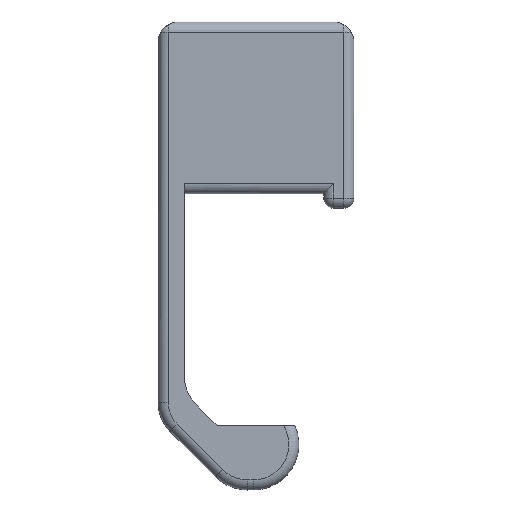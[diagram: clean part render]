
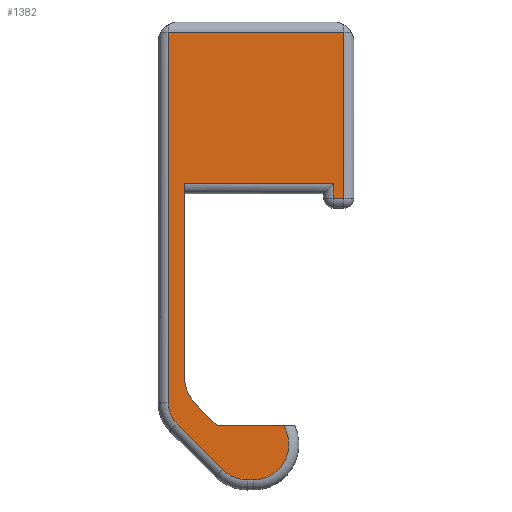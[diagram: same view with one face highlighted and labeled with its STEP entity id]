
A CAD part, front view. The second image highlights one B-rep face of the part: STEP entity #1382.
In plain terms, the highlighted planar face has unit normal (0, -1, 0).
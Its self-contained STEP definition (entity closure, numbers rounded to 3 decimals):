
#93=FACE_OUTER_BOUND('',#173,.T.);
#173=EDGE_LOOP('',(#909,#910,#911,#912,#913,#914,#915,#916,#917,#918,#919,
#920,#921,#922,#923,#924,#925));
#252=CIRCLE('',#1522,6.);
#256=CIRCLE('',#1529,7.);
#257=CIRCLE('',#1530,7.);
#258=CIRCLE('',#1531,8.);
#322=LINE('',#2181,#439);
#324=LINE('',#2190,#441);
#327=LINE('',#2205,#444);
#328=LINE('',#2207,#445);
#329=LINE('',#2211,#446);
#330=LINE('',#2215,#447);
#331=LINE('',#2217,#448);
#332=LINE('',#2221,#449);
#333=LINE('',#2223,#450);
#334=LINE('',#2225,#451);
#335=LINE('',#2227,#452);
#336=LINE('',#2229,#453);
#337=LINE('',#2230,#454);
#439=VECTOR('',#1689,1.);
#441=VECTOR('',#1701,1.);
#444=VECTOR('',#1708,1.);
#445=VECTOR('',#1709,1.);
#446=VECTOR('',#1712,1.);
#447=VECTOR('',#1715,1.);
#448=VECTOR('',#1716,1.);
#449=VECTOR('',#1719,1.);
#450=VECTOR('',#1720,1.);
#451=VECTOR('',#1721,1.);
#452=VECTOR('',#1722,1.);
#453=VECTOR('',#1723,1.);
#454=VECTOR('',#1724,1.);
#556=VERTEX_POINT('',#2112);
#560=VERTEX_POINT('',#2178);
#561=VERTEX_POINT('',#2180);
#563=VERTEX_POINT('',#2189);
#567=VERTEX_POINT('',#2204);
#568=VERTEX_POINT('',#2206);
#569=VERTEX_POINT('',#2208);
#570=VERTEX_POINT('',#2210);
#571=VERTEX_POINT('',#2212);
#572=VERTEX_POINT('',#2214);
#573=VERTEX_POINT('',#2216);
#574=VERTEX_POINT('',#2218);
#575=VERTEX_POINT('',#2220);
#576=VERTEX_POINT('',#2222);
#577=VERTEX_POINT('',#2224);
#578=VERTEX_POINT('',#2226);
#579=VERTEX_POINT('',#2228);
#690=EDGE_CURVE('',#561,#560,#322,.T.);
#691=EDGE_CURVE('',#556,#561,#252,.T.);
#695=EDGE_CURVE('',#563,#556,#324,.T.);
#700=EDGE_CURVE('',#560,#567,#327,.T.);
#701=EDGE_CURVE('',#567,#568,#328,.T.);
#702=EDGE_CURVE('',#568,#569,#256,.T.);
#703=EDGE_CURVE('',#569,#570,#329,.T.);
#704=EDGE_CURVE('',#570,#571,#257,.T.);
#705=EDGE_CURVE('',#572,#571,#330,.T.);
#706=EDGE_CURVE('',#573,#572,#331,.T.);
#707=EDGE_CURVE('',#574,#573,#258,.T.);
#708=EDGE_CURVE('',#575,#574,#332,.T.);
#709=EDGE_CURVE('',#575,#576,#333,.T.);
#710=EDGE_CURVE('',#576,#577,#334,.T.);
#711=EDGE_CURVE('',#577,#578,#335,.T.);
#712=EDGE_CURVE('',#578,#579,#336,.T.);
#713=EDGE_CURVE('',#579,#563,#337,.T.);
#909=ORIENTED_EDGE('',*,*,#691,.T.);
#910=ORIENTED_EDGE('',*,*,#690,.T.);
#911=ORIENTED_EDGE('',*,*,#700,.T.);
#912=ORIENTED_EDGE('',*,*,#701,.T.);
#913=ORIENTED_EDGE('',*,*,#702,.T.);
#914=ORIENTED_EDGE('',*,*,#703,.T.);
#915=ORIENTED_EDGE('',*,*,#704,.T.);
#916=ORIENTED_EDGE('',*,*,#705,.F.);
#917=ORIENTED_EDGE('',*,*,#706,.F.);
#918=ORIENTED_EDGE('',*,*,#707,.F.);
#919=ORIENTED_EDGE('',*,*,#708,.F.);
#920=ORIENTED_EDGE('',*,*,#709,.T.);
#921=ORIENTED_EDGE('',*,*,#710,.T.);
#922=ORIENTED_EDGE('',*,*,#711,.T.);
#923=ORIENTED_EDGE('',*,*,#712,.T.);
#924=ORIENTED_EDGE('',*,*,#713,.T.);
#925=ORIENTED_EDGE('',*,*,#695,.T.);
#1304=PLANE('',#1528);
#1382=ADVANCED_FACE('',(#93),#1304,.T.);
#1522=AXIS2_PLACEMENT_3D('',#2182,#1690,#1691);
#1528=AXIS2_PLACEMENT_3D('',#2203,#1706,#1707);
#1529=AXIS2_PLACEMENT_3D('',#2209,#1710,#1711);
#1530=AXIS2_PLACEMENT_3D('',#2213,#1713,#1714);
#1531=AXIS2_PLACEMENT_3D('',#2219,#1717,#1718);
#1689=DIRECTION('',(-0.707,0.,-0.707));
#1690=DIRECTION('center_axis',(0.,-1.,0.));
#1691=DIRECTION('ref_axis',(-0.707,0.,-0.707));
#1701=DIRECTION('',(0.,0.,-1.));
#1706=DIRECTION('center_axis',(0.,-1.,0.));
#1707=DIRECTION('ref_axis',(-1.,0.,0.));
#1708=DIRECTION('',(0.707,0.,-0.707));
#1709=DIRECTION('',(0.707,0.,0.707));
#1710=DIRECTION('center_axis',(0.,-1.,0.));
#1711=DIRECTION('ref_axis',(0.,0.,-1.));
#1712=DIRECTION('',(1.,0.,0.));
#1713=DIRECTION('center_axis',(0.,-1.,0.));
#1714=DIRECTION('ref_axis',(0.,0.,1.));
#1715=DIRECTION('',(1.,0.,0.));
#1716=DIRECTION('',(0.707,0.,-0.707));
#1717=DIRECTION('center_axis',(0.,-1.,0.));
#1718=DIRECTION('ref_axis',(-1.,0.,0.));
#1719=DIRECTION('',(0.,0.,-1.));
#1720=DIRECTION('',(1.,0.,0.));
#1721=DIRECTION('',(0.,0.,-1.));
#1722=DIRECTION('',(1.,0.,0.));
#1723=DIRECTION('',(0.,0.,1.));
#1724=DIRECTION('',(-1.,0.,0.));
#2112=CARTESIAN_POINT('',(-17.4,-54.,-75.389));
#2178=CARTESIAN_POINT('',(-15.645,-54.,-79.635));
#2180=CARTESIAN_POINT('',(-15.642,-54.,-79.632));
#2181=CARTESIAN_POINT('',(-4.779,-54.,-68.769));
#2182=CARTESIAN_POINT('Origin',(-11.399,-54.,-75.389));
#2189=CARTESIAN_POINT('',(-17.4,-54.,-2.));
#2190=CARTESIAN_POINT('',(-17.4,-54.,-68.09));
#2203=CARTESIAN_POINT('Origin',(-5.176,-54.,-43.48));
#2204=CARTESIAN_POINT('',(-6.625,-54.,-88.655));
#2205=CARTESIAN_POINT('',(-14.714,-54.,-80.566));
#2206=CARTESIAN_POINT('',(-6.62,-54.,-88.65));
#2207=CARTESIAN_POINT('',(4.242,-54.,-77.788));
#2208=CARTESIAN_POINT('',(-1.67,-54.,-90.7));
#2209=CARTESIAN_POINT('Origin',(-1.67,-54.,-83.7));
#2210=CARTESIAN_POINT('',(-0.5,-54.,-90.7));
#2211=CARTESIAN_POINT('',(-2.838,-54.,-90.7));
#2212=CARTESIAN_POINT('',(5.442,-54.,-80.));
#2213=CARTESIAN_POINT('Origin',(-0.5,-54.,-83.7));
#2214=CARTESIAN_POINT('',(-7.7,-54.,-80.));
#2215=CARTESIAN_POINT('',(-7.7,-54.,-80.));
#2216=CARTESIAN_POINT('',(-11.857,-54.,-75.843));
#2217=CARTESIAN_POINT('',(-11.857,-54.,-75.843));
#2218=CARTESIAN_POINT('',(-14.2,-54.,-70.186));
#2219=CARTESIAN_POINT('Origin',(-6.2,-54.,-70.186));
#2220=CARTESIAN_POINT('',(-14.2,-54.,-32.));
#2221=CARTESIAN_POINT('',(-14.2,-54.,-34.));
#2222=CARTESIAN_POINT('',(15.4,-54.,-32.));
#2223=CARTESIAN_POINT('',(4.112,-54.,-32.));
#2224=CARTESIAN_POINT('',(15.4,-54.,-34.9));
#2225=CARTESIAN_POINT('',(15.4,-54.,-40.24));
#2226=CARTESIAN_POINT('',(17.4,-54.,-34.9));
#2227=CARTESIAN_POINT('',(7.112,-54.,-34.9));
#2228=CARTESIAN_POINT('',(17.4,-54.,-2.));
#2229=CARTESIAN_POINT('',(17.4,-54.,1.435));
#2230=CARTESIAN_POINT('',(12.112,-54.,-2.));
